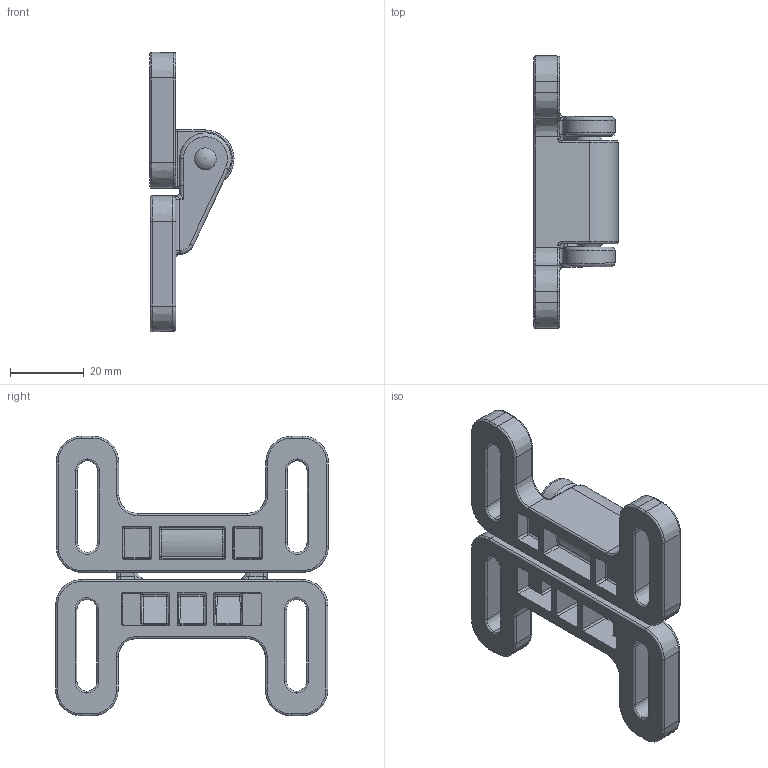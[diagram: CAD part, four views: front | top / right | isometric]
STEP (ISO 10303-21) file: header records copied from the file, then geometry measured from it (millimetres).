
FILE_DESCRIPTION (( 'STEP AP214' ), '1' );
FILE_NAME ('09304701.STEP', '2012-02-20T13:45:37', ( 'de01pc046' ), ( 'Fath GmbH' ), 'SwSTEP 2.0', 'SolidWorks 2011', '' );
FILE_SCHEMA (( 'AUTOMOTIVE_DESIGN' ));
Length unit declared in the file: millimetre
Products named in the file (5): 09304701; 09304701r01_093 047 01 r01; 09304701r02_thickness; 09304701r03_093 047 01 r03; kugel_093 047 01 r03
Assembly tree (5 placements, depth 3):
  09304701
    09304701r02_thickness
    09304701r01_093 047 01 r01
    09304701r03_093 047 01 r03  x2
      kugel_093 047 01 r03
Bounding box: 22.87 x 74.13 x 75.99 mm (x, y, z)
Volume: 28026.3 mm3; surface area: 16804 mm2
Topology: 4 solids, 4 shells, 422 faces, 1014 edges, 578 vertices
Faces by surface type: cylinder 163, torus 81, plane 78, bspline 42, sphere 30, cone 28
Entity records: 13319 total; most frequent: CARTESIAN_POINT 3861, DIRECTION 2062, ORIENTED_EDGE 1932, EDGE_CURVE 966, AXIS2_PLACEMENT_3D 841, VERTEX_POINT 560, CIRCLE 454, EDGE_LOOP 442
